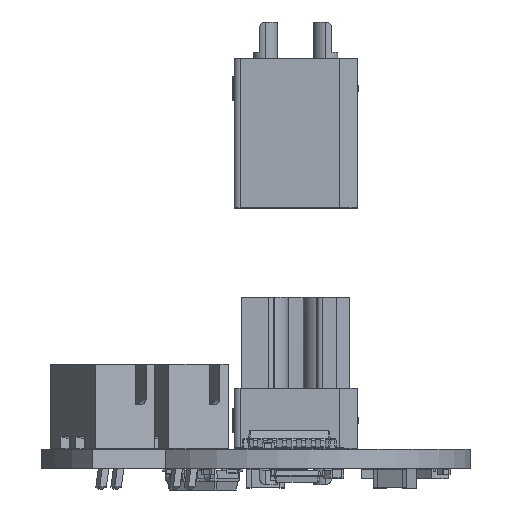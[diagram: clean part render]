
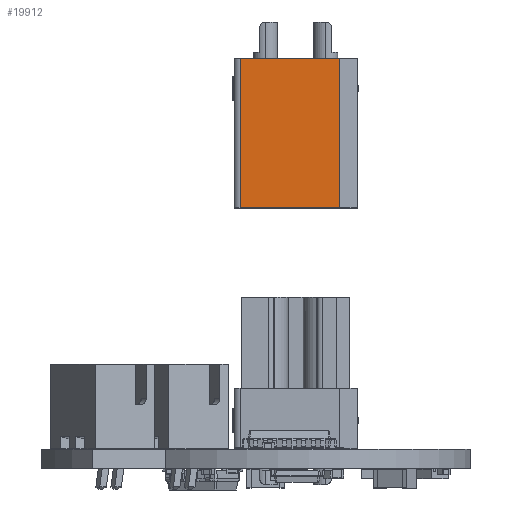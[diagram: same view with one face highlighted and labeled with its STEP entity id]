
A CAD part, left-side view. The second image highlights one B-rep face of the part: STEP entity #19912.
In plain terms, the highlighted face is planar.
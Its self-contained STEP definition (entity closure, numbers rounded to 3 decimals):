
#19912 = ADVANCED_FACE('',(#19913),#19947,.T.);
#19913 = FACE_BOUND('',#19914,.T.);
#19914 = EDGE_LOOP('',(#19915,#19925,#19933,#19941));
#19915 = ORIENTED_EDGE('',*,*,#19916,.T.);
#19916 = EDGE_CURVE('',#19917,#19919,#19921,.T.);
#19917 = VERTEX_POINT('',#19918);
#19918 = CARTESIAN_POINT('',(5.25,0.5,0.02));
#19919 = VERTEX_POINT('',#19920);
#19920 = CARTESIAN_POINT('',(5.25,8.792,0.02));
#19921 = LINE('',#19922,#19923);
#19922 = CARTESIAN_POINT('',(5.25,0.,0.02));
#19923 = VECTOR('',#19924,1.);
#19924 = DIRECTION('',(-0.,1.,0.));
#19925 = ORIENTED_EDGE('',*,*,#19926,.T.);
#19926 = EDGE_CURVE('',#19919,#19927,#19929,.T.);
#19927 = VERTEX_POINT('',#19928);
#19928 = CARTESIAN_POINT('',(5.25,8.792,12.48));
#19929 = LINE('',#19930,#19931);
#19930 = CARTESIAN_POINT('',(5.25,8.792,0.));
#19931 = VECTOR('',#19932,1.);
#19932 = DIRECTION('',(0.,0.,1.));
#19933 = ORIENTED_EDGE('',*,*,#19934,.F.);
#19934 = EDGE_CURVE('',#19935,#19927,#19937,.T.);
#19935 = VERTEX_POINT('',#19936);
#19936 = CARTESIAN_POINT('',(5.25,0.5,12.48));
#19937 = LINE('',#19938,#19939);
#19938 = CARTESIAN_POINT('',(5.25,0.,12.48));
#19939 = VECTOR('',#19940,1.);
#19940 = DIRECTION('',(-0.,1.,0.));
#19941 = ORIENTED_EDGE('',*,*,#19942,.F.);
#19942 = EDGE_CURVE('',#19917,#19935,#19943,.T.);
#19943 = LINE('',#19944,#19945);
#19944 = CARTESIAN_POINT('',(5.25,0.5,0.));
#19945 = VECTOR('',#19946,1.);
#19946 = DIRECTION('',(0.,0.,1.));
#19947 = PLANE('',#19948);
#19948 = AXIS2_PLACEMENT_3D('',#19949,#19950,#19951);
#19949 = CARTESIAN_POINT('',(5.25,8.8,0.));
#19950 = DIRECTION('',(1.,0.,-0.));
#19951 = DIRECTION('',(0.,-1.,0.));
